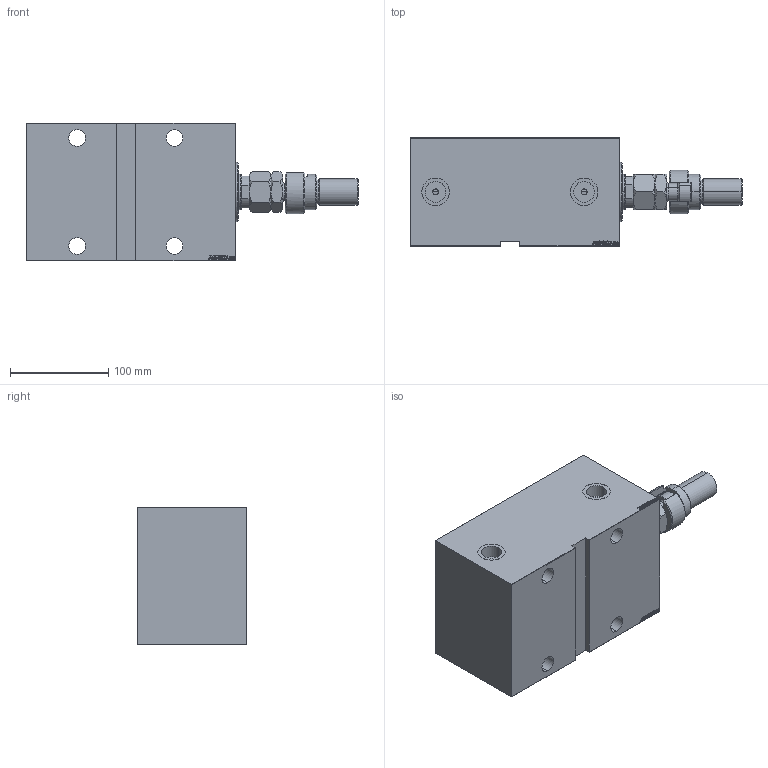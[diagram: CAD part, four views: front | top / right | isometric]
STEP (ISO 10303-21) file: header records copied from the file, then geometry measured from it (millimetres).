
FILE_DESCRIPTION (( 'STEP AP203' ), '1' );
FILE_NAME ('152f.STEP', '2022-04-17T04:32:49', ( '' ), ( '' ), 'SwSTEP 2.0', 'SolidWorks 2019', '' );
FILE_SCHEMA (( 'CONFIG_CONTROL_DESIGN' ));
Length unit declared in the file: millimetre
Products named in the file (7): FEMALE_PART_FOR_DFA 2813f251871b509dba740c11a6a2378c; MFA 2813f251871b509dba740c11a6a2378c; V450CM_VC_B 2813f251871b509dba740c11a6a2378c; DFA 2813f251871b509dba740c11a6a2378c; V450CM_E_Body 2813f251871b509dba740c11a6a2378c; V450CM_E_VCP 2813f251871b509dba740c11a6a2378c; 152f
Assembly tree (6 placements, depth 3):
  152f
    V450CM_E_Body 2813f251871b509dba740c11a6a2378c
    V450CM_E_VCP 2813f251871b509dba740c11a6a2378c
    V450CM_VC_B 2813f251871b509dba740c11a6a2378c
    DFA 2813f251871b509dba740c11a6a2378c
      FEMALE_PART_FOR_DFA 2813f251871b509dba740c11a6a2378c
      MFA 2813f251871b509dba740c11a6a2378c
Bounding box: 337.5 x 110 x 140 mm (x, y, z)
Volume: 2649166.2 mm3; surface area: 298392.8 mm2
Topology: 5 solids, 5 shells, 962 faces, 2431 edges, 1595 vertices
Faces by surface type: plane 445, bspline 380, cylinder 79, cone 54, torus 4
Entity records: 46722 total; most frequent: CARTESIAN_POINT 25380, ORIENTED_EDGE 4858, DIRECTION 2999, EDGE_CURVE 2429, VERTEX_POINT 1595, LINE 1387, VECTOR 1387, EDGE_LOOP 1094
